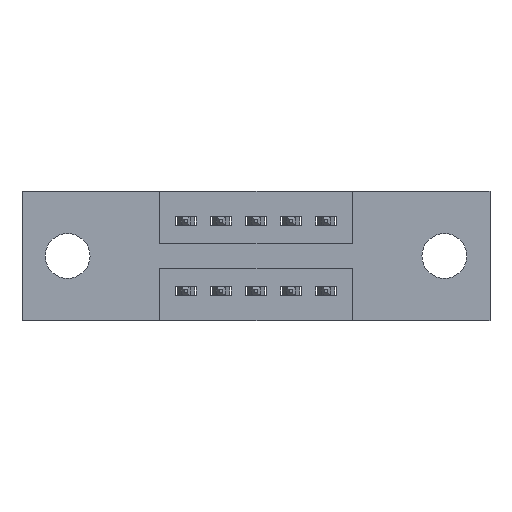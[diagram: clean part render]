
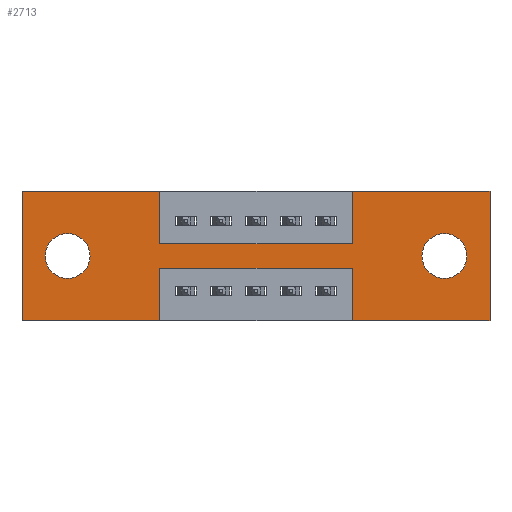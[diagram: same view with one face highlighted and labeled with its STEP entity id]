
A CAD part, front view. The second image highlights one B-rep face of the part: STEP entity #2713.
In plain terms, the highlighted planar face has unit normal (0, -1, 0).
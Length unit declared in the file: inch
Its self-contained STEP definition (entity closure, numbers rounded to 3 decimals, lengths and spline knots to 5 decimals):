
#91 = EDGE_CURVE ( 'NONE', #6813, #4120, #2502, .T. ) ;
#145 = CARTESIAN_POINT ( 'NONE',  ( 0.3925, 0., -0.15 ) ) ;
#146 = ORIENTED_EDGE ( 'NONE', *, *, #368, .F. ) ;
#158 = ORIENTED_EDGE ( 'NONE', *, *, #8497, .T. ) ;
#223 = EDGE_LOOP ( 'NONE', ( #7721, #2324 ) ) ;
#228 = AXIS2_PLACEMENT_3D ( 'NONE', #1149, #8706, #5973 ) ;
#368 = EDGE_CURVE ( 'NONE', #866, #2105, #3034, .T. ) ;
#393 = LINE ( 'NONE', #3634, #7765 ) ;
#403 = CARTESIAN_POINT ( 'NONE',  ( 1.335, 0., 0. ) ) ;
#620 = FACE_BOUND ( 'NONE', #2906, .T. ) ;
#700 = EDGE_CURVE ( 'NONE', #2308, #6508, #4782, .T. ) ;
#723 = FACE_OUTER_BOUND ( 'NONE', #3047, .T. ) ;
#726 = EDGE_CURVE ( 'NONE', #7767, #4256, #7904, .T. ) ;
#795 = CARTESIAN_POINT ( 'NONE',  ( 0., 0., -0.37 ) ) ;
#866 = VERTEX_POINT ( 'NONE', #2677 ) ;
#1013 = VECTOR ( 'NONE', #2982, 39.37008 ) ;
#1149 = CARTESIAN_POINT ( 'NONE',  ( 0., 0., -0.37 ) ) ;
#1175 = DIRECTION ( 'NONE',  ( -1., 0., 0. ) ) ;
#1404 = VECTOR ( 'NONE', #4877, 39.37008 ) ;
#1513 = CIRCLE ( 'NONE', #2773, 0.064 ) ;
#1544 = ORIENTED_EDGE ( 'NONE', *, *, #5072, .F. ) ;
#1548 = VERTEX_POINT ( 'NONE', #8818 ) ;
#1613 = EDGE_CURVE ( 'NONE', #3071, #7767, #7569, .T. ) ;
#1684 = CARTESIAN_POINT ( 'NONE',  ( 0.9425, 0., 0. ) ) ;
#1797 = LINE ( 'NONE', #7982, #5577 ) ;
#1854 = ORIENTED_EDGE ( 'NONE', *, *, #2584, .F. ) ;
#1903 = CARTESIAN_POINT ( 'NONE',  ( 0., 0., -0.37 ) ) ;
#2040 = CARTESIAN_POINT ( 'NONE',  ( 0.13, 0., -0.185 ) ) ;
#2078 = ORIENTED_EDGE ( 'NONE', *, *, #8022, .F. ) ;
#2105 = VERTEX_POINT ( 'NONE', #4056 ) ;
#2144 = FACE_BOUND ( 'NONE', #223, .T. ) ;
#2186 = VECTOR ( 'NONE', #6220, 39.37008 ) ;
#2308 = VERTEX_POINT ( 'NONE', #3705 ) ;
#2324 = ORIENTED_EDGE ( 'NONE', *, *, #3619, .T. ) ;
#2340 = AXIS2_PLACEMENT_3D ( 'NONE', #6458, #3731, #8469 ) ;
#2342 = LINE ( 'NONE', #2436, #5997 ) ;
#2436 = CARTESIAN_POINT ( 'NONE',  ( 0., 0., 0. ) ) ;
#2480 = EDGE_CURVE ( 'NONE', #5846, #1548, #7657, .T. ) ;
#2502 = CIRCLE ( 'NONE', #6838, 0.064 ) ;
#2544 = DIRECTION ( 'NONE',  ( 1., 0., 0. ) ) ;
#2547 = CARTESIAN_POINT ( 'NONE',  ( 0.9425, 0., -0.22 ) ) ;
#2584 = EDGE_CURVE ( 'NONE', #1548, #4124, #393, .T. ) ;
#2613 = CARTESIAN_POINT ( 'NONE',  ( 0.13, 0., -0.185 ) ) ;
#2677 = CARTESIAN_POINT ( 'NONE',  ( 0.9425, 0., -0.15 ) ) ;
#2695 = CARTESIAN_POINT ( 'NONE',  ( 0.9425, 0., -0.37 ) ) ;
#2713 = ADVANCED_FACE ( 'NONE', ( #2144, #620, #723 ), #4610, .T. ) ;
#2773 = AXIS2_PLACEMENT_3D ( 'NONE', #2613, #7485, #5383 ) ;
#2799 = ORIENTED_EDGE ( 'NONE', *, *, #2480, .F. ) ;
#2889 = CARTESIAN_POINT ( 'NONE',  ( 0.3925, 0., -0.37 ) ) ;
#2906 = EDGE_LOOP ( 'NONE', ( #158, #6203 ) ) ;
#2910 = CARTESIAN_POINT ( 'NONE',  ( 1.335, 0., -0.37 ) ) ;
#2982 = DIRECTION ( 'NONE',  ( 1., 0., 0. ) ) ;
#3034 = LINE ( 'NONE', #1684, #4684 ) ;
#3047 = EDGE_LOOP ( 'NONE', ( #3556, #6717, #4711, #2078, #5352, #7795, #146, #7272, #1854, #2799, #1544, #5354 ) ) ;
#3071 = VERTEX_POINT ( 'NONE', #5645 ) ;
#3115 = DIRECTION ( 'NONE',  ( 0., 0., 1. ) ) ;
#3141 = VERTEX_POINT ( 'NONE', #5158 ) ;
#3191 = DIRECTION ( 'NONE',  ( 0., 0., -1. ) ) ;
#3391 = DIRECTION ( 'NONE',  ( 0., 1., 0. ) ) ;
#3556 = ORIENTED_EDGE ( 'NONE', *, *, #8482, .F. ) ;
#3619 = EDGE_CURVE ( 'NONE', #4144, #7954, #8023, .T. ) ;
#3634 = CARTESIAN_POINT ( 'NONE',  ( 0.3925, 0., 0. ) ) ;
#3705 = CARTESIAN_POINT ( 'NONE',  ( 1.335, 0., 0. ) ) ;
#3731 = DIRECTION ( 'NONE',  ( 0., 1., 0. ) ) ;
#3778 = CARTESIAN_POINT ( 'NONE',  ( 0., 0., -0.37 ) ) ;
#3787 = VECTOR ( 'NONE', #1175, 39.37008 ) ;
#3799 = VECTOR ( 'NONE', #8256, 39.37008 ) ;
#3915 = CARTESIAN_POINT ( 'NONE',  ( 0.13, 0., -0.121 ) ) ;
#4056 = CARTESIAN_POINT ( 'NONE',  ( 0.9425, 0., 0. ) ) ;
#4079 = CARTESIAN_POINT ( 'NONE',  ( 1.205, 0., -0.249 ) ) ;
#4120 = VERTEX_POINT ( 'NONE', #3915 ) ;
#4122 = VECTOR ( 'NONE', #5068, 39.37008 ) ;
#4124 = VERTEX_POINT ( 'NONE', #6503 ) ;
#4144 = VERTEX_POINT ( 'NONE', #4079 ) ;
#4256 = VERTEX_POINT ( 'NONE', #5376 ) ;
#4448 = VECTOR ( 'NONE', #3191, 39.37008 ) ;
#4546 = LINE ( 'NONE', #2889, #4122 ) ;
#4610 = PLANE ( 'NONE',  #228 ) ;
#4684 = VECTOR ( 'NONE', #4971, 39.37008 ) ;
#4705 = DIRECTION ( 'NONE',  ( 0., 0., -1. ) ) ;
#4711 = ORIENTED_EDGE ( 'NONE', *, *, #1613, .F. ) ;
#4782 = LINE ( 'NONE', #403, #4448 ) ;
#4877 = DIRECTION ( 'NONE',  ( 0., 0., 1. ) ) ;
#4971 = DIRECTION ( 'NONE',  ( 0., 0., 1. ) ) ;
#5068 = DIRECTION ( 'NONE',  ( 0., 0., -1. ) ) ;
#5072 = EDGE_CURVE ( 'NONE', #7713, #5846, #2342, .T. ) ;
#5117 = EDGE_CURVE ( 'NONE', #2105, #2308, #1797, .T. ) ;
#5133 = AXIS2_PLACEMENT_3D ( 'NONE', #8121, #6032, #4705 ) ;
#5158 = CARTESIAN_POINT ( 'NONE',  ( 0.3925, 0., -0.37 ) ) ;
#5352 = ORIENTED_EDGE ( 'NONE', *, *, #700, .F. ) ;
#5354 = ORIENTED_EDGE ( 'NONE', *, *, #8775, .F. ) ;
#5376 = CARTESIAN_POINT ( 'NONE',  ( 0.3925, 0., -0.22 ) ) ;
#5383 = DIRECTION ( 'NONE',  ( 0., 0., 1. ) ) ;
#5397 = CARTESIAN_POINT ( 'NONE',  ( 0.13, 0., -0.249 ) ) ;
#5402 = CARTESIAN_POINT ( 'NONE',  ( 0., 0., 0. ) ) ;
#5515 = LINE ( 'NONE', #795, #2186 ) ;
#5577 = VECTOR ( 'NONE', #8645, 39.37008 ) ;
#5645 = CARTESIAN_POINT ( 'NONE',  ( 0.9425, 0., -0.37 ) ) ;
#5846 = VERTEX_POINT ( 'NONE', #5402 ) ;
#5973 = DIRECTION ( 'NONE',  ( 0., 0., -1. ) ) ;
#5997 = VECTOR ( 'NONE', #3115, 39.37008 ) ;
#6032 = DIRECTION ( 'NONE',  ( 0., 1., 0. ) ) ;
#6203 = ORIENTED_EDGE ( 'NONE', *, *, #91, .T. ) ;
#6220 = DIRECTION ( 'NONE',  ( -1., 0., 0. ) ) ;
#6346 = EDGE_CURVE ( 'NONE', #4124, #866, #8790, .T. ) ;
#6458 = CARTESIAN_POINT ( 'NONE',  ( 1.205, 0., -0.185 ) ) ;
#6485 = CIRCLE ( 'NONE', #5133, 0.064 ) ;
#6503 = CARTESIAN_POINT ( 'NONE',  ( 0.3925, 0., -0.15 ) ) ;
#6508 = VERTEX_POINT ( 'NONE', #2910 ) ;
#6681 = CARTESIAN_POINT ( 'NONE',  ( 0., 0., 0. ) ) ;
#6717 = ORIENTED_EDGE ( 'NONE', *, *, #726, .F. ) ;
#6770 = CARTESIAN_POINT ( 'NONE',  ( 1.205, 0., -0.121 ) ) ;
#6813 = VERTEX_POINT ( 'NONE', #5397 ) ;
#6838 = AXIS2_PLACEMENT_3D ( 'NONE', #2040, #3391, #6926 ) ;
#6926 = DIRECTION ( 'NONE',  ( 0., 0., 1. ) ) ;
#7128 = LINE ( 'NONE', #1903, #3787 ) ;
#7200 = DIRECTION ( 'NONE',  ( 0., 0., -1. ) ) ;
#7272 = ORIENTED_EDGE ( 'NONE', *, *, #6346, .F. ) ;
#7332 = CARTESIAN_POINT ( 'NONE',  ( 0.3925, 0., -0.22 ) ) ;
#7485 = DIRECTION ( 'NONE',  ( 0., 1., 0. ) ) ;
#7569 = LINE ( 'NONE', #2695, #1404 ) ;
#7657 = LINE ( 'NONE', #6681, #8942 ) ;
#7713 = VERTEX_POINT ( 'NONE', #3778 ) ;
#7721 = ORIENTED_EDGE ( 'NONE', *, *, #7910, .T. ) ;
#7765 = VECTOR ( 'NONE', #7200, 39.37008 ) ;
#7767 = VERTEX_POINT ( 'NONE', #2547 ) ;
#7795 = ORIENTED_EDGE ( 'NONE', *, *, #5117, .F. ) ;
#7904 = LINE ( 'NONE', #7332, #3799 ) ;
#7910 = EDGE_CURVE ( 'NONE', #7954, #4144, #6485, .T. ) ;
#7954 = VERTEX_POINT ( 'NONE', #6770 ) ;
#7982 = CARTESIAN_POINT ( 'NONE',  ( 0., 0., 0. ) ) ;
#8022 = EDGE_CURVE ( 'NONE', #6508, #3071, #5515, .T. ) ;
#8023 = CIRCLE ( 'NONE', #2340, 0.064 ) ;
#8121 = CARTESIAN_POINT ( 'NONE',  ( 1.205, 0., -0.185 ) ) ;
#8256 = DIRECTION ( 'NONE',  ( -1., 0., 0. ) ) ;
#8469 = DIRECTION ( 'NONE',  ( 0., 0., -1. ) ) ;
#8482 = EDGE_CURVE ( 'NONE', #4256, #3141, #4546, .T. ) ;
#8497 = EDGE_CURVE ( 'NONE', #4120, #6813, #1513, .T. ) ;
#8645 = DIRECTION ( 'NONE',  ( 1., 0., 0. ) ) ;
#8706 = DIRECTION ( 'NONE',  ( 0., -1., 0. ) ) ;
#8775 = EDGE_CURVE ( 'NONE', #3141, #7713, #7128, .T. ) ;
#8790 = LINE ( 'NONE', #145, #1013 ) ;
#8818 = CARTESIAN_POINT ( 'NONE',  ( 0.3925, 0., 0. ) ) ;
#8942 = VECTOR ( 'NONE', #2544, 39.37008 ) ;
